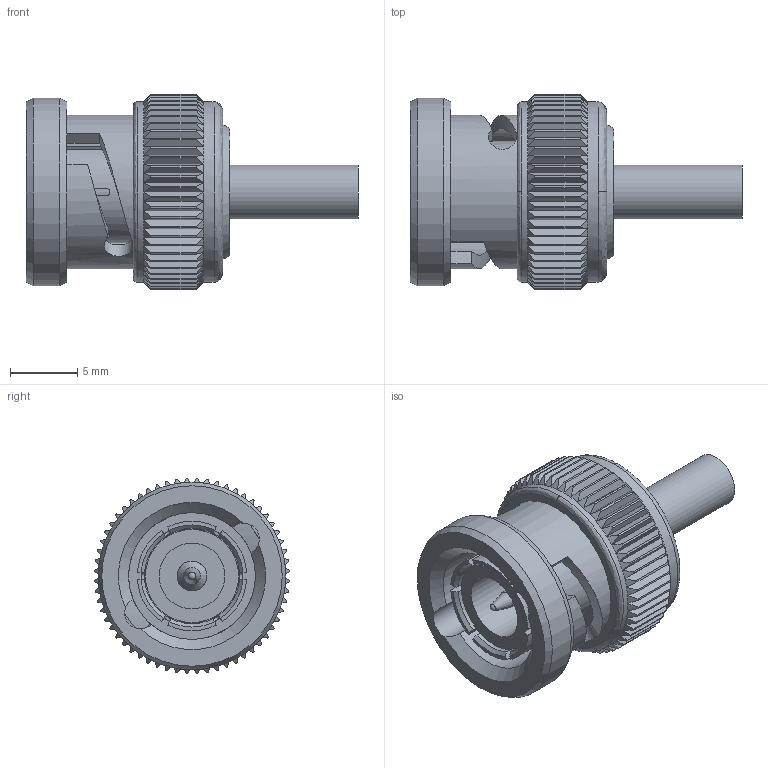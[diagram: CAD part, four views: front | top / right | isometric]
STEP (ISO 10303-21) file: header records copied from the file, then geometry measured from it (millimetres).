
FILE_DESCRIPTION (( 'STEP AP203' ), '1' );
FILE_NAME ('PE45114_3D.step', '2022-07-07T23:37:29', ( '' ), ( '' ), 'SwSTEP 2.0', 'SolidWorks 2021', '' );
FILE_SCHEMA (( 'CONFIG_CONTROL_DESIGN' ));
Length unit declared in the file: inch
Products named in the file (1): PE45114_3D
Bounding box: 24.61 x 14.46 x 14.46 mm (x, y, z)
Volume: 1542.2 mm3; surface area: 2445.9 mm2
Topology: 3 solids, 3 shells, 415 faces, 943 edges, 544 vertices
Faces by surface type: plane 163, cone 141, cylinder 98, bspline 13
Full cylindrical faces by diameter (mm): 0.711 x1, 1.016 x1, 1.092 x1, 1.27 x1, 1.627 x1, 1.7 x1, 2.054 x1, 2.184 x1, 2.212 x1, 2.489 x1, 2.7 x1, 3.2 x1, 4 x1, 4.877 x1, 6.904 x1, 7.057 x1, 7.501 x1, 9.395 x1, 9.991 x1, 11.395 x1, 11.515 x1, 13.38 x2, 13.922 x1
Entity records: 13526 total; most frequent: CARTESIAN_POINT 4836, ORIENTED_EDGE 1800, DIRECTION 1726, EDGE_CURVE 900, AXIS2_PLACEMENT_3D 731, VERTEX_POINT 534, EDGE_LOOP 466, FACE_OUTER_BOUND 439
